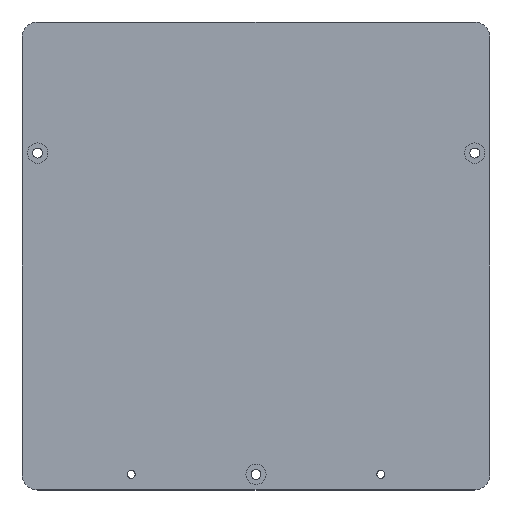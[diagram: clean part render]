
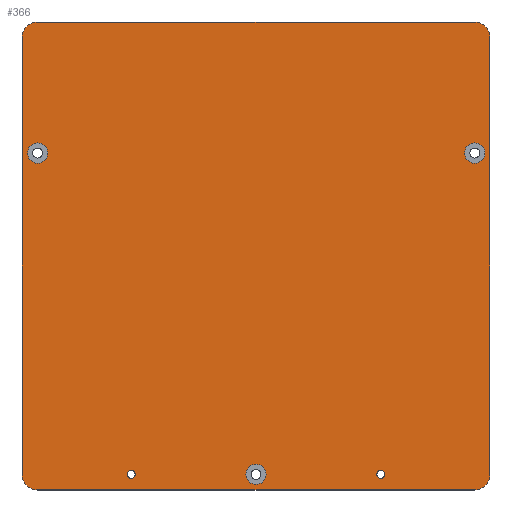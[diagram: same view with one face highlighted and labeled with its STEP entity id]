
A CAD part, top view. The second image highlights one B-rep face of the part: STEP entity #366.
In plain terms, the highlighted planar face has unit normal (0, 0, 1).
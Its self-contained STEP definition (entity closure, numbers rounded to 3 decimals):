
#18=FACE_BOUND('',#76,.T.);
#19=FACE_BOUND('',#77,.T.);
#20=FACE_BOUND('',#78,.T.);
#21=FACE_BOUND('',#79,.T.);
#22=FACE_BOUND('',#80,.T.);
#35=PLANE('',#416);
#51=FACE_OUTER_BOUND('',#75,.T.);
#75=EDGE_LOOP('',(#294,#295,#296,#297,#298,#299,#300,#301));
#76=EDGE_LOOP('',(#302));
#77=EDGE_LOOP('',(#303));
#78=EDGE_LOOP('',(#304));
#79=EDGE_LOOP('',(#305));
#80=EDGE_LOOP('',(#306));
#101=LINE('',#603,#125);
#103=LINE('',#608,#127);
#107=LINE('',#617,#131);
#111=LINE('',#626,#135);
#125=VECTOR('',#495,1000.);
#127=VECTOR('',#499,1000.);
#131=VECTOR('',#505,1000.);
#135=VECTOR('',#511,1000.);
#140=CIRCLE('',#388,1.265);
#142=CIRCLE('',#391,1.265);
#144=CIRCLE('',#394,3.25);
#147=CIRCLE('',#399,3.25);
#150=CIRCLE('',#404,3.25);
#155=CIRCLE('',#417,5.);
#156=CIRCLE('',#418,5.);
#157=CIRCLE('',#419,5.);
#158=CIRCLE('',#420,5.);
#164=VERTEX_POINT('',#550);
#166=VERTEX_POINT('',#556);
#168=VERTEX_POINT('',#562);
#171=VERTEX_POINT('',#571);
#174=VERTEX_POINT('',#580);
#181=VERTEX_POINT('',#600);
#182=VERTEX_POINT('',#602);
#183=VERTEX_POINT('',#606);
#184=VERTEX_POINT('',#607);
#187=VERTEX_POINT('',#615);
#188=VERTEX_POINT('',#616);
#191=VERTEX_POINT('',#624);
#192=VERTEX_POINT('',#625);
#196=EDGE_CURVE('',#164,#164,#140,.T.);
#199=EDGE_CURVE('',#166,#166,#142,.T.);
#202=EDGE_CURVE('',#168,#168,#144,.T.);
#206=EDGE_CURVE('',#171,#171,#147,.T.);
#210=EDGE_CURVE('',#174,#174,#150,.T.);
#220=EDGE_CURVE('',#181,#182,#101,.T.);
#222=EDGE_CURVE('',#183,#184,#103,.T.);
#226=EDGE_CURVE('',#187,#188,#107,.T.);
#230=EDGE_CURVE('',#191,#192,#111,.T.);
#234=EDGE_CURVE('',#181,#183,#155,.T.);
#235=EDGE_CURVE('',#184,#187,#156,.T.);
#236=EDGE_CURVE('',#188,#192,#157,.T.);
#237=EDGE_CURVE('',#191,#182,#158,.T.);
#294=ORIENTED_EDGE('',*,*,#220,.F.);
#295=ORIENTED_EDGE('',*,*,#234,.T.);
#296=ORIENTED_EDGE('',*,*,#222,.T.);
#297=ORIENTED_EDGE('',*,*,#235,.T.);
#298=ORIENTED_EDGE('',*,*,#226,.T.);
#299=ORIENTED_EDGE('',*,*,#236,.T.);
#300=ORIENTED_EDGE('',*,*,#230,.F.);
#301=ORIENTED_EDGE('',*,*,#237,.T.);
#302=ORIENTED_EDGE('',*,*,#196,.T.);
#303=ORIENTED_EDGE('',*,*,#199,.T.);
#304=ORIENTED_EDGE('',*,*,#202,.T.);
#305=ORIENTED_EDGE('',*,*,#206,.T.);
#306=ORIENTED_EDGE('',*,*,#210,.T.);
#366=ADVANCED_FACE('',(#51,#18,#19,#20,#21,#22),#35,.T.);
#388=AXIS2_PLACEMENT_3D('',#551,#436,#437);
#391=AXIS2_PLACEMENT_3D('',#557,#443,#444);
#394=AXIS2_PLACEMENT_3D('',#563,#450,#451);
#399=AXIS2_PLACEMENT_3D('',#572,#461,#462);
#404=AXIS2_PLACEMENT_3D('',#581,#472,#473);
#416=AXIS2_PLACEMENT_3D('',#632,#515,#516);
#417=AXIS2_PLACEMENT_3D('',#633,#517,#518);
#418=AXIS2_PLACEMENT_3D('',#634,#519,#520);
#419=AXIS2_PLACEMENT_3D('',#635,#521,#522);
#420=AXIS2_PLACEMENT_3D('',#636,#523,#524);
#436=DIRECTION('center_axis',(0.,0.,-1.));
#437=DIRECTION('ref_axis',(-1.,0.,0.));
#443=DIRECTION('center_axis',(0.,0.,-1.));
#444=DIRECTION('ref_axis',(-1.,0.,0.));
#450=DIRECTION('center_axis',(0.,0.,-1.));
#451=DIRECTION('ref_axis',(1.,0.,0.));
#461=DIRECTION('center_axis',(0.,0.,-1.));
#462=DIRECTION('ref_axis',(1.,0.,0.));
#472=DIRECTION('center_axis',(0.,0.,-1.));
#473=DIRECTION('ref_axis',(1.,0.,0.));
#495=DIRECTION('',(0.,-1.,0.));
#499=DIRECTION('',(-1.,0.,0.));
#505=DIRECTION('',(0.,-1.,0.));
#511=DIRECTION('',(-1.,0.,0.));
#515=DIRECTION('center_axis',(0.,0.,1.));
#516=DIRECTION('ref_axis',(1.,0.,0.));
#517=DIRECTION('center_axis',(0.,0.,1.));
#518=DIRECTION('ref_axis',(1.,0.,0.));
#519=DIRECTION('center_axis',(0.,0.,1.));
#520=DIRECTION('ref_axis',(1.,0.,0.));
#521=DIRECTION('center_axis',(0.,0.,1.));
#522=DIRECTION('ref_axis',(1.,0.,0.));
#523=DIRECTION('center_axis',(0.,0.,1.));
#524=DIRECTION('ref_axis',(1.,0.,0.));
#550=CARTESIAN_POINT('',(41.264,-70.,6.));
#551=CARTESIAN_POINT('Origin',(40.,-70.,6.));
#556=CARTESIAN_POINT('',(-38.736,-70.,6.));
#557=CARTESIAN_POINT('Origin',(-40.,-70.,6.));
#562=CARTESIAN_POINT('',(-3.25,-70.,6.));
#563=CARTESIAN_POINT('Origin',(0.,-70.,
6.));
#571=CARTESIAN_POINT('',(-73.237,33.,6.));
#572=CARTESIAN_POINT('Origin',(-69.987,33.,6.));
#580=CARTESIAN_POINT('',(66.863,33.,6.));
#581=CARTESIAN_POINT('Origin',(70.113,33.,6.));
#600=CARTESIAN_POINT('',(75.,70.,6.));
#602=CARTESIAN_POINT('',(75.,-70.,6.));
#603=CARTESIAN_POINT('',(75.,0.,6.));
#606=CARTESIAN_POINT('',(70.,75.,6.));
#607=CARTESIAN_POINT('',(-70.,75.,6.));
#608=CARTESIAN_POINT('',(0.,75.,6.));
#615=CARTESIAN_POINT('',(-75.,70.,6.));
#616=CARTESIAN_POINT('',(-75.,-70.,6.));
#617=CARTESIAN_POINT('',(-75.,0.,6.));
#624=CARTESIAN_POINT('',(70.,-75.,6.));
#625=CARTESIAN_POINT('',(-70.,-75.,6.));
#626=CARTESIAN_POINT('',(0.,-75.,6.));
#632=CARTESIAN_POINT('Origin',(0.,0.,6.));
#633=CARTESIAN_POINT('Origin',(70.,70.,6.));
#634=CARTESIAN_POINT('Origin',(-70.,70.,6.));
#635=CARTESIAN_POINT('Origin',(-70.,-70.,6.));
#636=CARTESIAN_POINT('Origin',(70.,-70.,6.));
